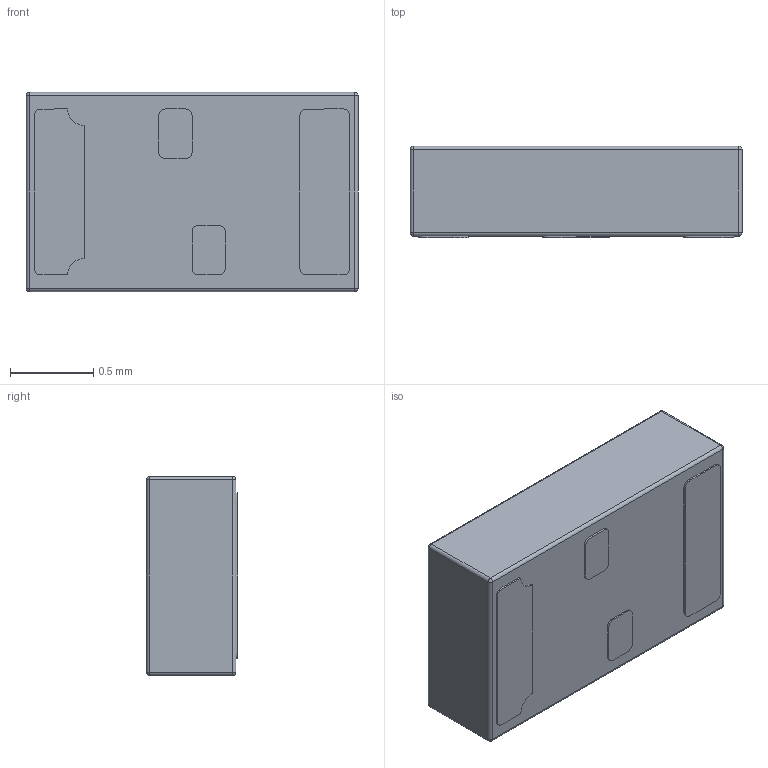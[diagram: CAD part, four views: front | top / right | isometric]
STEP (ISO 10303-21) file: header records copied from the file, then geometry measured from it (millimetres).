
FILE_DESCRIPTION (( 'STEP AP214' ), '1' );
FILE_NAME ('SIT1533AI-H4-DCC-32.768E.STEP', '2024-06-27T07:23:28', ( '' ), ( '' ), 'SwSTEP 2.0', 'SolidWorks 2016', '' );
FILE_SCHEMA (( 'AUTOMOTIVE_DESIGN' ));
Length unit declared in the file: millimetre
Products named in the file (1): SIT1533AI-H4-DCC-32.768E
Bounding box: 2 x 0.55 x 1.2 mm (x, y, z)
Volume: 1.3 mm3; surface area: 8.2 mm2
Topology: 1 solids, 1 shells, 65 faces, 158 edges, 92 vertices
Faces by surface type: cylinder 30, plane 27, sphere 8
Entity records: 2262 total; most frequent: DIRECTION 342, CARTESIAN_POINT 308, ORIENTED_EDGE 300, EDGE_CURVE 150, AXIS2_PLACEMENT_3D 126, VERTEX_POINT 92, LINE 90, VECTOR 90
